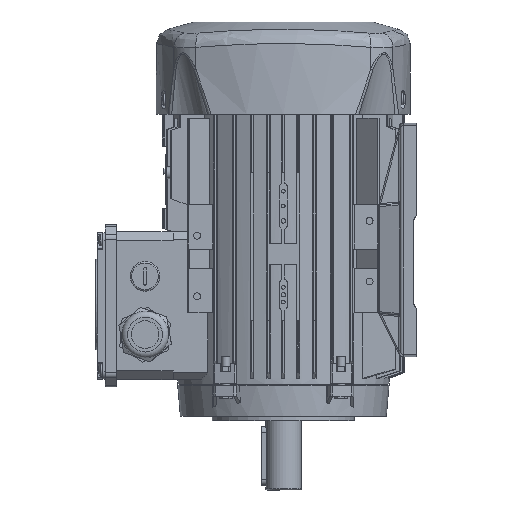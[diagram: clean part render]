
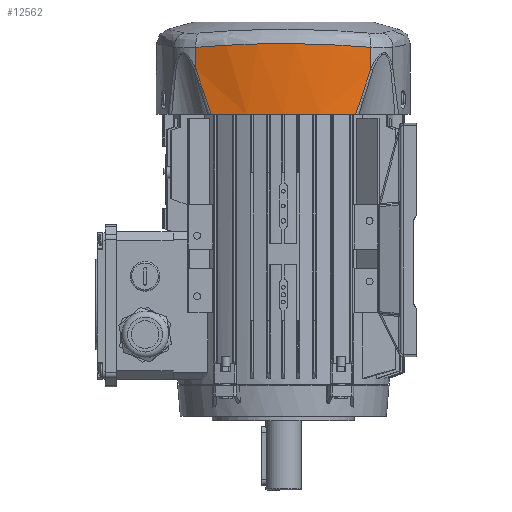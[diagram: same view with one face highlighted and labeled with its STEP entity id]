
A CAD part, left-side view. The second image highlights one B-rep face of the part: STEP entity #12562.
In plain terms, the highlighted cylindrical face has radius 153 mm (diameter 306 mm), a partial arc.
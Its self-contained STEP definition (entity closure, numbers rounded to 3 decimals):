
#1616=B_SPLINE_CURVE_WITH_KNOTS('',3,(#122062,#122063,#122064,#122065,#122066,
#122067,#122068,#122069,#122070,#122071,#122072,#122073,#122074,#122075,
#122076,#122077,#122078,#122079,#122080,#122081,#122082,#122083,#122084,
#122085,#122086),.UNSPECIFIED.,.F.,.F.,(4,2,2,2,2,2,2,2,2,1,2,2,4),(0.,0.125,
0.187,0.219,0.234,0.25,
0.5,0.625,0.687,0.719,
0.734,0.75,1.),.UNSPECIFIED.);
#1634=B_SPLINE_CURVE_WITH_KNOTS('',3,(#123116,#123117,#123118,#123119,#123120,
#123121,#123122,#123123,#123124,#123125,#123126,#123127,#123128,#123129,
#123130),.UNSPECIFIED.,.F.,.F.,(4,1,2,2,1,1,2,2,4),(0.,0.125,
0.187,0.25,0.375,0.437,0.469,
0.5,1.),.UNSPECIFIED.);
#1635=B_SPLINE_CURVE_WITH_KNOTS('',3,(#123161,#123162,#123163,#123164,#123165,
#123166,#123167,#123168,#123169,#123170,#123171,#123172,#123173,#123174,
#123175,#123176,#123177),.UNSPECIFIED.,.F.,.F.,(4,2,1,1,2,2,1,2,2,4),(0.,
0.25,0.375,0.437,0.469,0.5,
0.625,0.687,0.75,1.),.UNSPECIFIED.);
#3134=CYLINDRICAL_SURFACE('',#72068,153.);
#7437=CIRCLE('',#72067,153.);
#12562=ADVANCED_FACE('',(#17555),#3134,.T.);
#17555=FACE_OUTER_BOUND('',#21571,.T.);
#21571=EDGE_LOOP('',(#38863,#38864,#38865,#38866,#38867,#38868));
#38863=ORIENTED_EDGE('',*,*,#55942,.T.);
#38864=ORIENTED_EDGE('',*,*,#55943,.F.);
#38865=ORIENTED_EDGE('',*,*,#55941,.T.);
#38866=ORIENTED_EDGE('',*,*,#55932,.F.);
#38867=ORIENTED_EDGE('',*,*,#55894,.T.);
#38868=ORIENTED_EDGE('',*,*,#55944,.T.);
#46707=VERTEX_POINT('',#122032);
#46708=VERTEX_POINT('',#122061);
#46730=VERTEX_POINT('',#122908);
#46735=VERTEX_POINT('',#123115);
#46736=VERTEX_POINT('',#123178);
#46737=VERTEX_POINT('',#123179);
#55894=EDGE_CURVE('',#46707,#46708,#1616,.T.);
#55932=EDGE_CURVE('',#46707,#46730,#61186,.T.);
#55941=EDGE_CURVE('',#46735,#46730,#1634,.T.);
#55942=EDGE_CURVE('',#46736,#46737,#1635,.T.);
#55943=EDGE_CURVE('',#46735,#46737,#7437,.T.);
#55944=EDGE_CURVE('',#46708,#46736,#61187,.T.);
#61186=LINE('',#122909,#65903);
#61187=LINE('',#123181,#65904);
#65903=VECTOR('',#88776,1.);
#65904=VECTOR('',#88789,1.);
#72067=AXIS2_PLACEMENT_3D('',#123180,#88787,#88788);
#72068=AXIS2_PLACEMENT_3D('',#123182,#88790,#88791);
#88776=DIRECTION('',(0.,0.,-1.));
#88787=DIRECTION('',(0.,0.,-1.));
#88788=DIRECTION('',(-0.948,-0.32,0.));
#88789=DIRECTION('',(0.,0.,-1.));
#88790=DIRECTION('',(0.,0.,-1.));
#88791=DIRECTION('',(0.922,0.386,0.));
#122032=CARTESIAN_POINT('',(-74.12,-59.112,298.387));
#122061=CARTESIAN_POINT('',(-74.12,59.112,298.387));
#122062=CARTESIAN_POINT('',(-74.12,-59.112,298.387));
#122063=CARTESIAN_POINT('',(-76.176,-54.204,298.792));
#122064=CARTESIAN_POINT('',(-77.923,-49.312,299.146));
#122065=CARTESIAN_POINT('',(-80.127,-42.06,299.601));
#122066=CARTESIAN_POINT('',(-80.792,-39.657,299.74));
#122067=CARTESIAN_POINT('',(-81.69,-36.079,299.929));
#122068=CARTESIAN_POINT('',(-81.974,-34.89,299.989));
#122069=CARTESIAN_POINT('',(-82.374,-33.116,300.075));
#122070=CARTESIAN_POINT('',(-82.504,-32.525,300.102));
#122071=CARTESIAN_POINT('',(-82.756,-31.347,300.156));
#122072=CARTESIAN_POINT('',(-82.868,-30.805,300.18));
#122073=CARTESIAN_POINT('',(-85.03,-20.058,300.642));
#122074=CARTESIAN_POINT('',(-86.,-9.93,300.86));
#122075=CARTESIAN_POINT('',(-86.,4.965,300.86));
#122076=CARTESIAN_POINT('',(-85.758,9.979,300.806));
#122077=CARTESIAN_POINT('',(-85.013,17.535,300.642));
#122078=CARTESIAN_POINT('',(-84.701,20.06,300.574));
#122079=CARTESIAN_POINT('',(-84.135,23.851,300.452));
#122080=CARTESIAN_POINT('',(-83.828,25.747,300.386));
#122081=CARTESIAN_POINT('',(-83.483,27.644,300.312));
#122082=CARTESIAN_POINT('',(-83.245,28.909,300.261));
#122083=CARTESIAN_POINT('',(-83.113,29.587,300.232));
#122084=CARTESIAN_POINT('',(-81.108,39.555,299.803));
#122085=CARTESIAN_POINT('',(-78.232,49.295,299.197));
#122086=CARTESIAN_POINT('',(-74.12,59.112,298.387));
#122908=CARTESIAN_POINT('',(-74.12,-59.112,283.833));
#122909=CARTESIAN_POINT('',(-74.12,-59.112,298.387));
#123115=CARTESIAN_POINT('',(-77.978,-48.891,253.));
#123116=CARTESIAN_POINT('',(-77.978,-48.891,253.));
#123117=CARTESIAN_POINT('',(-77.857,-49.25,254.358));
#123118=CARTESIAN_POINT('',(-77.672,-49.792,256.358));
#123119=CARTESIAN_POINT('',(-77.482,-50.339,258.301));
#123120=CARTESIAN_POINT('',(-77.354,-50.704,259.585));
#123121=CARTESIAN_POINT('',(-77.294,-50.875,260.178));
#123122=CARTESIAN_POINT('',(-77.086,-51.463,262.191));
#123123=CARTESIAN_POINT('',(-76.873,-52.056,264.17));
#123124=CARTESIAN_POINT('',(-76.616,-52.758,266.418));
#123125=CARTESIAN_POINT('',(-76.504,-53.061,267.369));
#123126=CARTESIAN_POINT('',(-76.429,-53.264,267.999));
#123127=CARTESIAN_POINT('',(-76.397,-53.351,268.27));
#123128=CARTESIAN_POINT('',(-75.662,-55.32,274.324));
#123129=CARTESIAN_POINT('',(-74.919,-57.203,279.393));
#123130=CARTESIAN_POINT('',(-74.12,-59.112,283.833));
#123161=CARTESIAN_POINT('',(-74.12,59.112,283.833));
#123162=CARTESIAN_POINT('',(-74.519,58.158,281.613));
#123163=CARTESIAN_POINT('',(-74.905,57.21,279.236));
#123164=CARTESIAN_POINT('',(-75.463,55.798,275.434));
#123165=CARTESIAN_POINT('',(-75.737,55.095,273.474));
#123166=CARTESIAN_POINT('',(-76.048,54.279,271.084));
#123167=CARTESIAN_POINT('',(-76.18,53.931,270.038));
#123168=CARTESIAN_POINT('',(-76.267,53.698,269.336));
#123169=CARTESIAN_POINT('',(-76.316,53.568,268.938));
#123170=CARTESIAN_POINT('',(-76.505,53.06,267.376));
#123171=CARTESIAN_POINT('',(-76.728,52.456,265.467));
#123172=CARTESIAN_POINT('',(-76.943,51.86,263.505));
#123173=CARTESIAN_POINT('',(-77.085,51.464,262.186));
#123174=CARTESIAN_POINT('',(-77.16,51.255,261.478));
#123175=CARTESIAN_POINT('',(-77.485,50.337,258.333));
#123176=CARTESIAN_POINT('',(-77.736,49.61,255.717));
#123177=CARTESIAN_POINT('',(-77.978,48.891,253.));
#123178=CARTESIAN_POINT('',(-74.12,59.112,283.833));
#123179=CARTESIAN_POINT('',(-77.978,48.891,253.));
#123180=CARTESIAN_POINT('',(67.,0.,253.));
#123181=CARTESIAN_POINT('',(-74.12,59.112,298.387));
#123182=CARTESIAN_POINT('',(67.,0.,302.324));
